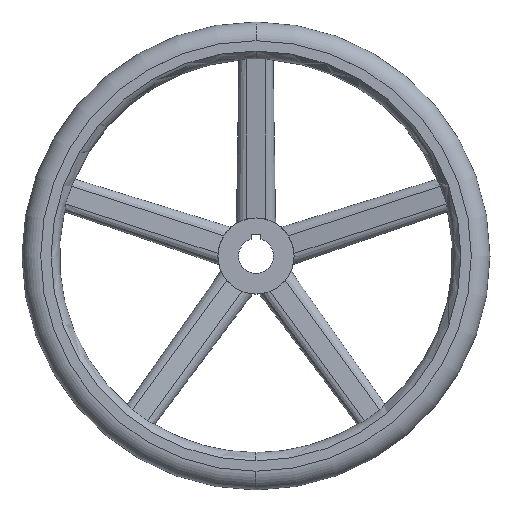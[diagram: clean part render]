
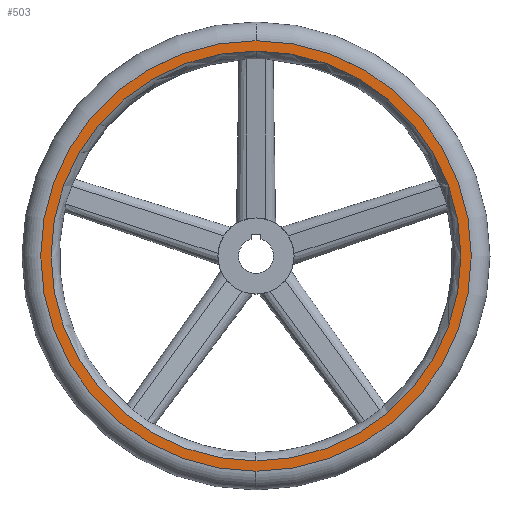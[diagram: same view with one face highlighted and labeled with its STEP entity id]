
A CAD part, top view. The second image highlights one B-rep face of the part: STEP entity #503.
In plain terms, the highlighted planar face has unit normal (0, 0, 1).
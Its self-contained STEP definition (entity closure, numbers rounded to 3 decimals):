
#311=EDGE_CURVE('',#379,#653,#847,.T.);
#379=VERTEX_POINT('',#921);
#393=VERTEX_POINT('',#935);
#397=VERTEX_POINT('',#939);
#503=ADVANCED_FACE('',(#1049,#1050),#1051,.F.);
#541=EDGE_CURVE('',#635,#397,#1092,.T.);
#553=EDGE_CURVE('',#397,#635,#1104,.T.);
#635=VERTEX_POINT('',#1200);
#653=VERTEX_POINT('',#1218);
#785=EDGE_CURVE('',#653,#393,#1368,.T.);
#793=EDGE_CURVE('',#393,#379,#1377,.T.);
#847=CIRCLE('',#1530,175.156);
#921=CARTESIAN_POINT('',(0.,175.156,60.333));
#935=CARTESIAN_POINT('',(0.,-175.156,60.333));
#939=CARTESIAN_POINT('',(0.,184.0,60.333));
#1049=FACE_BOUND('',#2079,.T.);
#1050=FACE_OUTER_BOUND('',#2080,.T.);
#1051=PLANE('',#2081);
#1092=CIRCLE('',#2252,184.0);
#1104=CIRCLE('',#2267,184.0);
#1200=CARTESIAN_POINT('',(0.,-184.0,60.333));
#1218=CARTESIAN_POINT('',(-175.156,0.,60.333));
#1368=CIRCLE('',#3035,175.156);
#1377=CIRCLE('',#3048,175.156);
#1530=AXIS2_PLACEMENT_3D('',#3090,#3091,#3092);
#2079=EDGE_LOOP('',(#3250,#3251,#3252));
#2080=EDGE_LOOP('',(#3253,#3254));
#2081=AXIS2_PLACEMENT_3D('',#3255,#3256,#3257);
#2252=AXIS2_PLACEMENT_3D('',#3287,#3288,#3289);
#2267=AXIS2_PLACEMENT_3D('',#3296,#3297,#3298);
#3035=AXIS2_PLACEMENT_3D('',#3648,#3649,#3650);
#3048=AXIS2_PLACEMENT_3D('',#3663,#3664,#3665);
#3090=CARTESIAN_POINT('',(0.,0.,60.333));
#3091=DIRECTION('',(0.,0.,1.0));
#3092=DIRECTION('',(1.0,0.0,0.));
#3250=ORIENTED_EDGE('',*,*,#785,.F.);
#3251=ORIENTED_EDGE('',*,*,#311,.F.);
#3252=ORIENTED_EDGE('',*,*,#793,.F.);
#3253=ORIENTED_EDGE('',*,*,#553,.T.);
#3254=ORIENTED_EDGE('',*,*,#541,.T.);
#3255=CARTESIAN_POINT('',(0.,176.0,60.333));
#3256=DIRECTION('',(0.,0.,-1.0));
#3257=DIRECTION('',(0.,-1.0,0.0));
#3287=CARTESIAN_POINT('',(0.,0.,60.333));
#3288=DIRECTION('',(0.,0.,1.0));
#3289=DIRECTION('',(0.,1.0,0.));
#3296=CARTESIAN_POINT('',(0.,0.,60.333));
#3297=DIRECTION('',(0.,0.,1.0));
#3298=DIRECTION('',(0.,1.0,0.));
#3648=CARTESIAN_POINT('',(0.,0.,60.333));
#3649=DIRECTION('',(0.,0.,1.0));
#3650=DIRECTION('',(1.0,0.0,0.));
#3663=CARTESIAN_POINT('',(0.,0.,60.333));
#3664=DIRECTION('',(0.,0.,1.0));
#3665=DIRECTION('',(1.0,0.0,0.));
